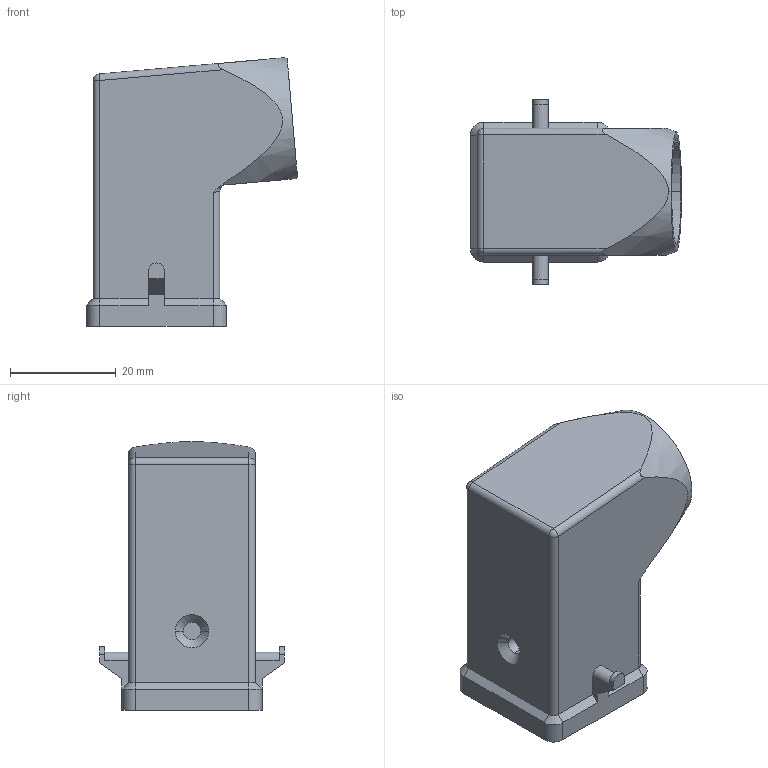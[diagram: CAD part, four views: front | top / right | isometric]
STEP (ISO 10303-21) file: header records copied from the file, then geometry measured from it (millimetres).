
FILE_DESCRIPTION(('Creo Elements/Direct Modeling STEP Export'),'2;1');
FILE_NAME('0ln7uvk53cnppvd1948','2020-06-25T15:39:15',(''),(''),'Creo Elements/Direct Modeling STEP processor for AP214 (Solid Model)','Creo Elements/Direct Modeling 20.1B 02-Apr-2019 (C) Parametric Technology GmbH','');
FILE_SCHEMA(('AUTOMOTIVE_DESIGN { 1 0 10303 214 1 1 1 1 }'));
Length unit declared in the file: millimetre
Products named in the file (1): MKH VA20
Bounding box: 39.96 x 35 x 50.84 mm (x, y, z)
Volume: 9595.3 mm3; surface area: 11721.2 mm2
Topology: 1 solids, 1 shells, 138 faces, 363 edges, 236 vertices
Faces by surface type: plane 81, cylinder 44, cone 9, sphere 2, bspline 2
Entity records: 4439 total; most frequent: CARTESIAN_POINT 1004, ORIENTED_EDGE 726, DIRECTION 695, EDGE_CURVE 363, VECTOR 245, LINE 245, VERTEX_POINT 236, AXIS2_PLACEMENT_3D 225
